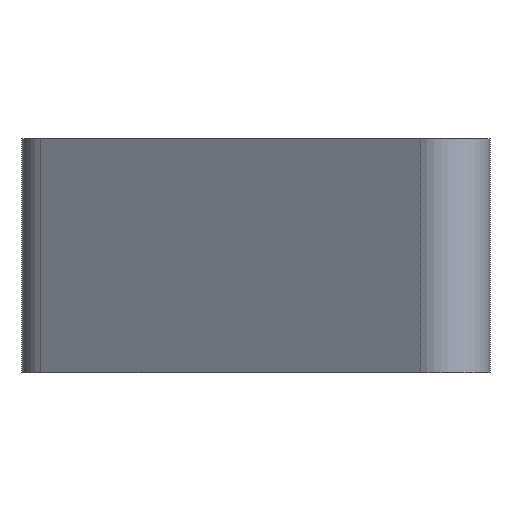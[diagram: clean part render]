
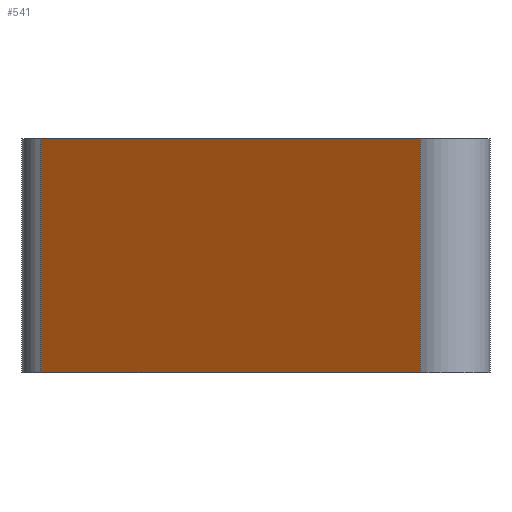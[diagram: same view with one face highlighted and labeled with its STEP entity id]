
A CAD part, left-side view. The second image highlights one B-rep face of the part: STEP entity #541.
In plain terms, the highlighted planar face has unit normal (-0.819, 0.574, 0).
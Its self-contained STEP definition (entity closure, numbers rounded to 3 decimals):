
#66=DIRECTION('',(0.574,0.819,0.));
#67=VECTOR('',#66,12.574);
#68=CARTESIAN_POINT('',(1.322,1.888,0.));
#69=LINE('',#68,#67);
#186=DIRECTION('',(0.574,0.819,0.));
#187=VECTOR('',#186,12.574);
#188=CARTESIAN_POINT('',(1.322,1.888,-6.35));
#189=LINE('',#188,#187);
#245=DIRECTION('',(0.,0.,-1.));
#246=VECTOR('',#245,6.35);
#247=CARTESIAN_POINT('',(1.322,1.888,0.));
#248=LINE('',#247,#246);
#252=DIRECTION('',(0.,0.,-1.));
#253=VECTOR('',#252,6.35);
#254=CARTESIAN_POINT('',(8.534,12.188,0.));
#255=LINE('',#254,#253);
#355=CARTESIAN_POINT('',(1.322,1.888,0.));
#356=CARTESIAN_POINT('',(8.534,12.188,0.));
#357=VERTEX_POINT('',#355);
#358=VERTEX_POINT('',#356);
#363=CARTESIAN_POINT('',(1.322,1.888,-6.35));
#364=CARTESIAN_POINT('',(8.534,12.188,-6.35));
#365=VERTEX_POINT('',#363);
#366=VERTEX_POINT('',#364);
#529=CARTESIAN_POINT('',(8.893,12.7,0.));
#530=DIRECTION('',(-0.819,0.574,0.));
#531=DIRECTION('',(-0.574,-0.819,0.));
#532=AXIS2_PLACEMENT_3D('',#529,#530,#531);
#533=PLANE('',#532);
#534=ORIENTED_EDGE('',*,*,#392,.F.);
#536=ORIENTED_EDGE('',*,*,#535,.T.);
#537=ORIENTED_EDGE('',*,*,#464,.T.);
#538=ORIENTED_EDGE('',*,*,#524,.F.);
#539=EDGE_LOOP('',(#534,#536,#537,#538));
#540=FACE_OUTER_BOUND('',#539,.F.);
#392=EDGE_CURVE('',#357,#358,#69,.T.);
#464=EDGE_CURVE('',#365,#366,#189,.T.);
#524=EDGE_CURVE('',#358,#366,#255,.T.);
#535=EDGE_CURVE('',#357,#365,#248,.T.);
#541=ADVANCED_FACE('',(#540),#533,.T.);
